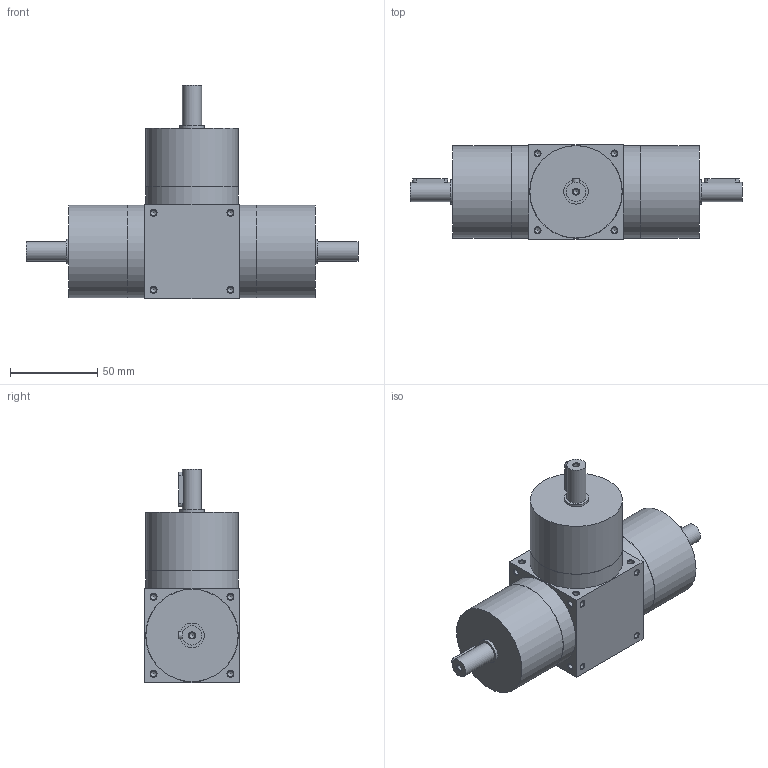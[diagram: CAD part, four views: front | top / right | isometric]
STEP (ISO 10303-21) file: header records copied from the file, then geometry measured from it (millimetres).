
FILE_DESCRIPTION(/* description */ ('STEP AP203'),/* implementation_level */ '2;1');
FILE_NAME(/* name */ 'RX54_S8_R.1_1',/* time_stamp */ '2022-12-01T13:33:32+01:00',/* author */ ('License CC BY-ND 4.0'),/* organization */ ('CADENAS'),/* preprocessor_version */ 'ST-DEVELOPER v18.102',/* originating_system */ 'PARTsolutions',/* authorisation */ ' ');
FILE_SCHEMA (('CONFIG_CONTROL_DESIGN','AP242_MANAGED_MODEL_BASED_3D_ENGINEERING_MIM_LF { 1 0 10303 442 1 1 4 }'));
Length unit declared in the file: millimetre
Products named in the file (3): RX54_S8_R.1/1; RC54-shaft; RX548-case
Assembly tree (4 placements, depth 2):
  RX54_S8_R.1/1
    RC54-shaft  x3
    RX548-case
Bounding box: 190 x 54 x 122 mm (x, y, z)
Volume: 448659.4 mm3; surface area: 57508.7 mm2
Topology: 4 solids, 4 shells, 159 faces, 458 edges, 290 vertices
Faces by surface type: cylinder 72, cone 54, plane 33
Full cylindrical faces by diameter (mm): 3.242 x51, 11 x3, 14 x6, 52.8 x3, 53 x3
Entity records: 3586 total; most frequent: DIRECTION 686, CARTESIAN_POINT 569, ORIENTED_EDGE 434, AXIS2_PLACEMENT_3D 333, FACE_BOUND 279, EDGE_LOOP 254, EDGE_CURVE 217, VERTEX_POINT 202
